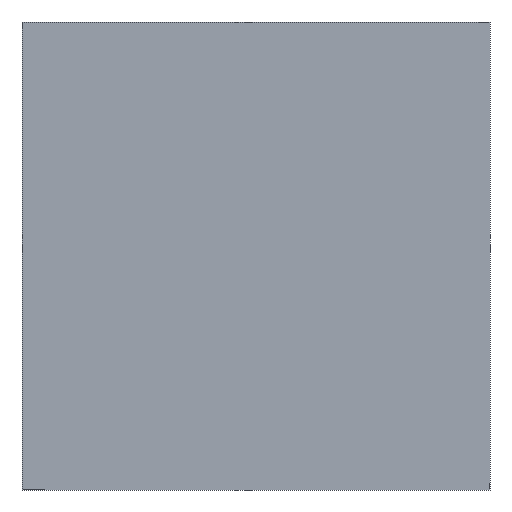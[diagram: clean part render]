
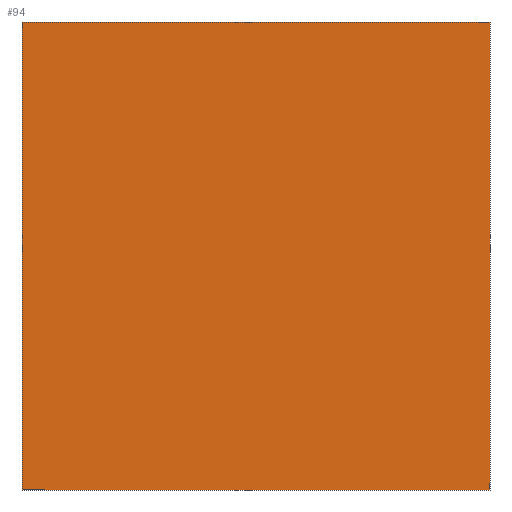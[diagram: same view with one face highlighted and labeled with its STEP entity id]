
A CAD part, front view. The second image highlights one B-rep face of the part: STEP entity #94.
In plain terms, the highlighted planar face has unit normal (0, -1, 0).
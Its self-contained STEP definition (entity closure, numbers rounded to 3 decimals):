
#23=LINE('',#150,#27);
#24=LINE('',#152,#28);
#25=LINE('',#154,#29);
#26=LINE('',#155,#30);
#27=VECTOR('',#133,10.);
#28=VECTOR('',#134,10.);
#29=VECTOR('',#135,10.);
#30=VECTOR('',#136,10.);
#32=FACE_OUTER_BOUND('',#38,.T.);
#38=EDGE_LOOP('',(#71,#72,#73,#74));
#51=VERTEX_POINT('',#148);
#52=VERTEX_POINT('',#149);
#53=VERTEX_POINT('',#151);
#54=VERTEX_POINT('',#153);
#59=EDGE_CURVE('',#51,#52,#23,.T.);
#60=EDGE_CURVE('',#52,#53,#24,.T.);
#61=EDGE_CURVE('',#53,#54,#25,.T.);
#62=EDGE_CURVE('',#54,#51,#26,.T.);
#71=ORIENTED_EDGE('',*,*,#59,.T.);
#72=ORIENTED_EDGE('',*,*,#60,.T.);
#73=ORIENTED_EDGE('',*,*,#61,.T.);
#74=ORIENTED_EDGE('',*,*,#62,.T.);
#92=PLANE('',#118);
#94=ADVANCED_FACE('',(#32),#92,.F.);
#118=AXIS2_PLACEMENT_3D('',#147,#131,#132);
#131=DIRECTION('center_axis',(0.,1.,0.));
#132=DIRECTION('ref_axis',(0.,0.,1.));
#133=DIRECTION('',(1.,0.,0.));
#134=DIRECTION('',(0.,0.,1.));
#135=DIRECTION('',(-1.,0.,0.));
#136=DIRECTION('',(0.,0.,-1.));
#147=CARTESIAN_POINT('Origin',(0.,0.,0.));
#148=CARTESIAN_POINT('',(-395.,0.,-395.));
#149=CARTESIAN_POINT('',(395.,0.,-395.));
#150=CARTESIAN_POINT('',(-395.,0.,-395.));
#151=CARTESIAN_POINT('',(395.,0.,395.));
#152=CARTESIAN_POINT('',(395.,0.,-395.));
#153=CARTESIAN_POINT('',(-395.,0.,395.));
#154=CARTESIAN_POINT('',(395.,0.,395.));
#155=CARTESIAN_POINT('',(-395.,0.,395.));
